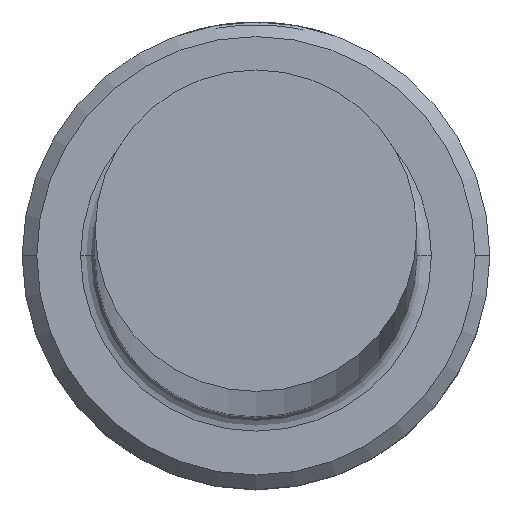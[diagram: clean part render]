
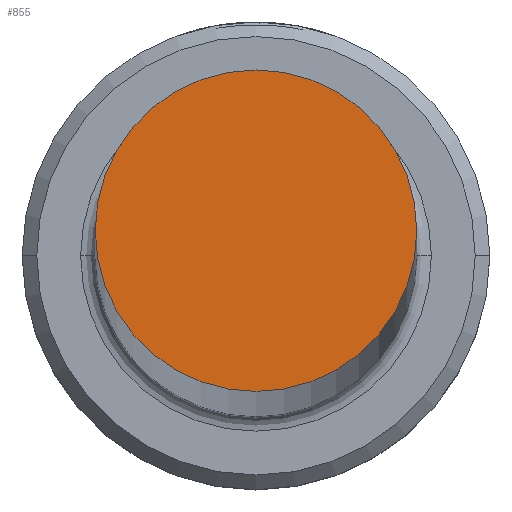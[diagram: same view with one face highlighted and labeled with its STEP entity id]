
A CAD part, top view. The second image highlights one B-rep face of the part: STEP entity #855.
In plain terms, the highlighted planar face has unit normal (0, 0, 1).
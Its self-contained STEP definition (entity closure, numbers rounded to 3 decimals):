
#93 = DIRECTION ( 'NONE',  ( 1., 0., 0. ) ) ;
#111 = EDGE_CURVE ( 'NONE', #837, #455, #123, .T. ) ;
#115 = EDGE_CURVE ( 'NONE', #455, #837, #359, .T. ) ;
#123 = CIRCLE ( 'NONE', #1130, 5.5 ) ;
#124 = AXIS2_PLACEMENT_3D ( 'NONE', #200, #287, #93 ) ;
#200 = CARTESIAN_POINT ( 'NONE',  ( 0., 0., 500. ) ) ;
#286 = ORIENTED_EDGE ( 'NONE', *, *, #111, .T. ) ;
#287 = DIRECTION ( 'NONE',  ( 0., 0., 1. ) ) ;
#296 = DIRECTION ( 'NONE',  ( 1., 0., 0. ) ) ;
#328 = CARTESIAN_POINT ( 'NONE',  ( -5.5, 0., 500. ) ) ;
#359 = CIRCLE ( 'NONE', #124, 5.5 ) ;
#455 = VERTEX_POINT ( 'NONE', #328 ) ;
#464 = FACE_OUTER_BOUND ( 'NONE', #836, .T. ) ;
#465 = ORIENTED_EDGE ( 'NONE', *, *, #115, .T. ) ;
#475 = AXIS2_PLACEMENT_3D ( 'NONE', #497, #1114, #591 ) ;
#497 = CARTESIAN_POINT ( 'NONE',  ( 0., 0., 500. ) ) ;
#591 = DIRECTION ( 'NONE',  ( 1., 0., 0. ) ) ;
#836 = EDGE_LOOP ( 'NONE', ( #465, #286 ) ) ;
#837 = VERTEX_POINT ( 'NONE', #913 ) ;
#855 = ADVANCED_FACE ( 'NONE', ( #464 ), #931, .T. ) ;
#913 = CARTESIAN_POINT ( 'NONE',  ( 5.5, 0., 500. ) ) ;
#931 = PLANE ( 'NONE',  #475 ) ;
#1017 = CARTESIAN_POINT ( 'NONE',  ( 0., 0., 500. ) ) ;
#1097 = DIRECTION ( 'NONE',  ( 0., 0., 1. ) ) ;
#1114 = DIRECTION ( 'NONE',  ( 0., 0., 1. ) ) ;
#1130 = AXIS2_PLACEMENT_3D ( 'NONE', #1017, #1097, #296 ) ;
